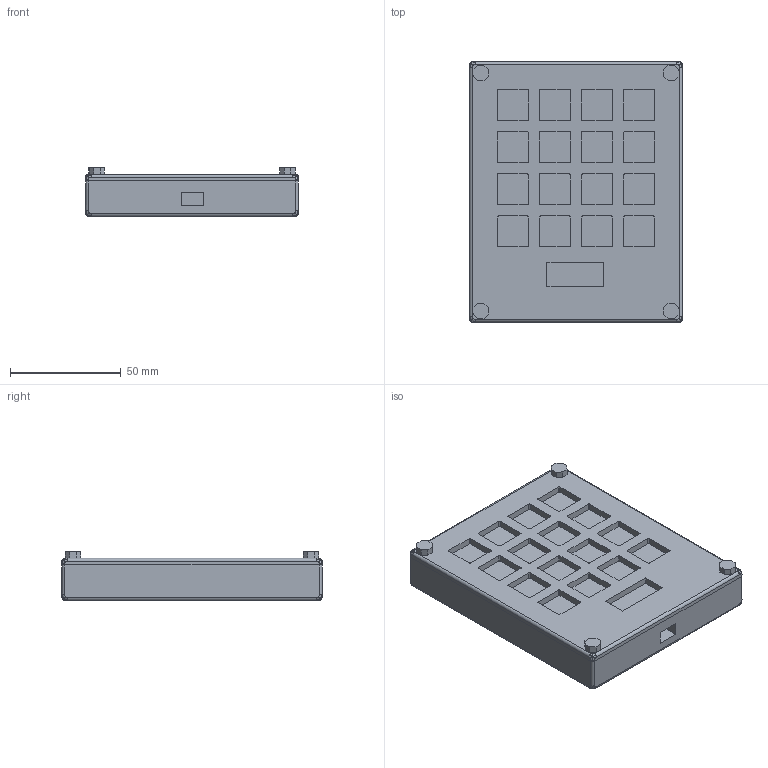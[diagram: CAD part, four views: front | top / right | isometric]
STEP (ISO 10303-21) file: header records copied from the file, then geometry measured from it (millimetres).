
FILE_DESCRIPTION(/* description */ (''),/* implementation_level */ '2;1');
FILE_NAME(/* name */ 'Buildpad Case.step',/* time_stamp */ '2024-10-23T18:38:07-05:00',/* author */ (''),/* organization */ (''),/* preprocessor_version */ 'ST-DEVELOPER v20',/* originating_system */ 'Autodesk Translation Framework v13.20.0.188',/* authorisation */ '');
FILE_SCHEMA (('AUTOMOTIVE_DESIGN { 1 0 10303 214 3 1 1 }'));
Length unit declared in the file: millimetre
Products named in the file (4): Hackpad Case; Screw; Case Top; Case Bottom
Assembly tree (6 placements, depth 2):
  Hackpad Case
    Screw  x4
    Case Top
    Case Bottom
Bounding box: 96.2 x 117.63 x 22 mm (x, y, z)
Volume: 117920.2 mm3; surface area: 72392.8 mm2
Topology: 7 solids, 7 shells, 336 faces, 928 edges, 612 vertices
Faces by surface type: plane 152, cylinder 128, bspline 56
Full cylindrical faces by diameter (mm): 2.9 x8, 3.5 x32
Entity records: 11659 total; most frequent: CARTESIAN_POINT 4768, ORIENTED_EDGE 1454, DIRECTION 1353, EDGE_CURVE 727, VERTEX_POINT 477, AXIS2_PLACEMENT_3D 476, LINE 401, VECTOR 401
